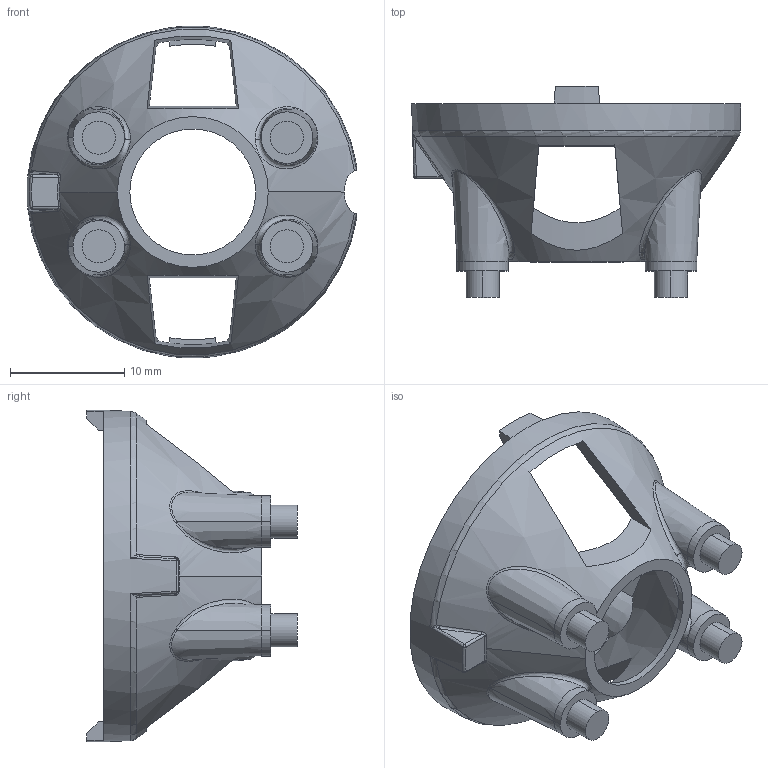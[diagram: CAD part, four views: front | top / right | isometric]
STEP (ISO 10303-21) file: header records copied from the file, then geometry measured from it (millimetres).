
FILE_DESCRIPTION((''),'2;1');
FILE_NAME('60475','2014-09-01T',('CaseA'),('Pet Mate Ltd'),'PRO/ENGINEER BY PARAMETRIC TECHNOLOGY CORPORATION, 2012130','PRO/ENGINEER BY PARAMETRIC TECHNOLOGY CORPORATION, 2012130','');
FILE_SCHEMA(('CONFIG_CONTROL_DESIGN'));
Length unit declared in the file: millimetre
Products named in the file (1): 60475
Bounding box: 28.76 x 18.4 x 28.97 mm (x, y, z)
Volume: 1559.8 mm3; surface area: 2428.6 mm2
Topology: 1 solids, 1 shells, 112 faces, 273 edges, 168 vertices
Faces by surface type: plane 37, cone 26, cylinder 23, bspline 18, torus 4, sphere 2, extrusion 2
Entity records: 6202 total; most frequent: CARTESIAN_POINT 3719, ORIENTED_EDGE 546, DIRECTION 462, EDGE_CURVE 273, AXIS2_PLACEMENT_3D 201, VERTEX_POINT 168, EDGE_LOOP 123, FACE_OUTER_BOUND 112
